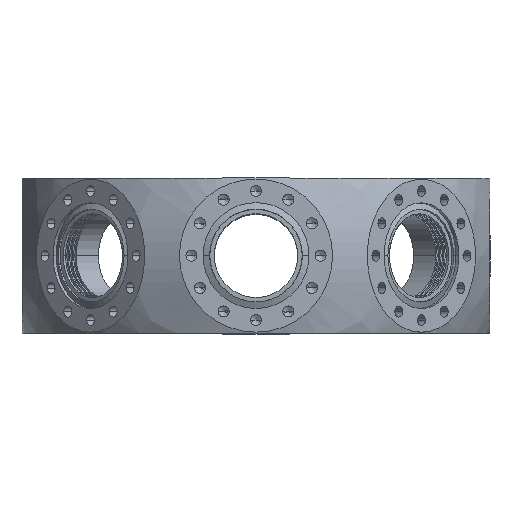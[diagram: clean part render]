
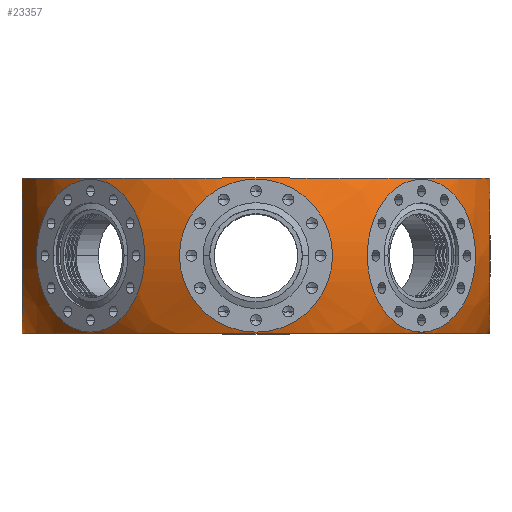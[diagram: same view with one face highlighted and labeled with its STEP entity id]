
A CAD part, top view. The second image highlights one B-rep face of the part: STEP entity #23357.
In plain terms, the highlighted spherical face has radius 112 mm.
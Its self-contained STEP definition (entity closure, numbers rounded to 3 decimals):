
#306 = CARTESIAN_POINT ( 'NONE',  ( -106.45, 0., 0. ) ) ;
#1192 = CARTESIAN_POINT ( 'NONE',  ( 0., 0., 0. ) ) ;
#1238 = DIRECTION ( 'NONE',  ( -1., 0., 0. ) ) ;
#1429 = VERTEX_POINT ( 'NONE', #26237 ) ;
#1482 = DIRECTION ( 'NONE',  ( 0., 0., -1. ) ) ;
#1638 = DIRECTION ( 'NONE',  ( 0., -1., 0. ) ) ;
#1849 = ORIENTED_EDGE ( 'NONE', *, *, #16554, .F. ) ;
#1870 = CARTESIAN_POINT ( 'NONE',  ( -106.292, -35.3, 0. ) ) ;
#1912 = VERTEX_POINT ( 'NONE', #8146 ) ;
#2116 = CIRCLE ( 'NONE', #19261, 34.819 ) ;
#2402 = CIRCLE ( 'NONE', #17002, 106.292 ) ;
#2533 = CIRCLE ( 'NONE', #14649, 34.819 ) ;
#3372 = CIRCLE ( 'NONE', #19505, 34.819 ) ;
#3736 = CARTESIAN_POINT ( 'NONE',  ( 0., 0., 0. ) ) ;
#3851 = VERTEX_POINT ( 'NONE', #10871 ) ;
#3922 = CIRCLE ( 'NONE', #30627, 112. ) ;
#4445 = EDGE_LOOP ( 'NONE', ( #29632, #11399 ) ) ;
#5155 = DIRECTION ( 'NONE',  ( 0.707, 0., 0.707 ) ) ;
#5783 = FACE_OUTER_BOUND ( 'NONE', #18942, .T. ) ;
#5870 = AXIS2_PLACEMENT_3D ( 'NONE', #11515, #11820, #30727 ) ;
#5941 = CARTESIAN_POINT ( 'NONE',  ( 0., 0., 0. ) ) ;
#6221 = EDGE_CURVE ( 'NONE', #1912, #17970, #29689, .T. ) ;
#6272 = CARTESIAN_POINT ( 'NONE',  ( 0., 0., 0. ) ) ;
#6936 = DIRECTION ( 'NONE',  ( 1., 0., 0. ) ) ;
#7276 = ORIENTED_EDGE ( 'NONE', *, *, #6221, .F. ) ;
#7500 = DIRECTION ( 'NONE',  ( -0.707, 0., 0.707 ) ) ;
#7672 = CARTESIAN_POINT ( 'NONE',  ( 106.45, 34.819, 0. ) ) ;
#7877 = ORIENTED_EDGE ( 'NONE', *, *, #13636, .F. ) ;
#8022 = DIRECTION ( 'NONE',  ( -1., 0., 0. ) ) ;
#8146 = CARTESIAN_POINT ( 'NONE',  ( -106.45, -34.819, 0. ) ) ;
#8435 = CIRCLE ( 'NONE', #13029, 34.819 ) ;
#8500 = ORIENTED_EDGE ( 'NONE', *, *, #17914, .T. ) ;
#8913 = CIRCLE ( 'NONE', #11977, 34.819 ) ;
#8964 = VERTEX_POINT ( 'NONE', #30534 ) ;
#9174 = VERTEX_POINT ( 'NONE', #23919 ) ;
#10279 = ORIENTED_EDGE ( 'NONE', *, *, #18456, .T. ) ;
#10406 = VERTEX_POINT ( 'NONE', #27580 ) ;
#10493 = DIRECTION ( 'NONE',  ( 0., 0., 1. ) ) ;
#10540 = FACE_BOUND ( 'NONE', #14671, .T. ) ;
#10637 = DIRECTION ( 'NONE',  ( 0.707, 0., 0.707 ) ) ;
#10871 = CARTESIAN_POINT ( 'NONE',  ( 99.893, 0., 50.65 ) ) ;
#10994 = DIRECTION ( 'NONE',  ( 0., 0., -1. ) ) ;
#11399 = ORIENTED_EDGE ( 'NONE', *, *, #28225, .F. ) ;
#11515 = CARTESIAN_POINT ( 'NONE',  ( 0., 0., 0. ) ) ;
#11820 = DIRECTION ( 'NONE',  ( 0., 0., 1. ) ) ;
#11863 = VERTEX_POINT ( 'NONE', #1870 ) ;
#11977 = AXIS2_PLACEMENT_3D ( 'NONE', #14077, #21460, #6936 ) ;
#12490 = EDGE_CURVE ( 'NONE', #9174, #27153, #8913, .T. ) ;
#13005 = CARTESIAN_POINT ( 'NONE',  ( -75.272, 0., 75.272 ) ) ;
#13029 = AXIS2_PLACEMENT_3D ( 'NONE', #21188, #21013, #18815 ) ;
#13280 = DIRECTION ( 'NONE',  ( 1., 0., 0. ) ) ;
#13462 = EDGE_CURVE ( 'NONE', #10406, #1429, #2402, .T. ) ;
#13468 = CARTESIAN_POINT ( 'NONE',  ( 0., -35.3, 0. ) ) ;
#13482 = CARTESIAN_POINT ( 'NONE',  ( -50.65, 0., 99.893 ) ) ;
#13636 = EDGE_CURVE ( 'NONE', #8964, #3851, #8435, .T. ) ;
#14077 = CARTESIAN_POINT ( 'NONE',  ( 0., 0., 106.45 ) ) ;
#14649 = AXIS2_PLACEMENT_3D ( 'NONE', #24404, #5155, #29117 ) ;
#14653 = CARTESIAN_POINT ( 'NONE',  ( -75.272, 0., 75.272 ) ) ;
#14671 = EDGE_LOOP ( 'NONE', ( #1849, #25921 ) ) ;
#14847 = EDGE_CURVE ( 'NONE', #18519, #30850, #30755, .T. ) ;
#14854 = ORIENTED_EDGE ( 'NONE', *, *, #28430, .F. ) ;
#15111 = AXIS2_PLACEMENT_3D ( 'NONE', #306, #19679, #29121 ) ;
#15922 = EDGE_CURVE ( 'NONE', #30104, #11863, #20678, .T. ) ;
#15939 = CIRCLE ( 'NONE', #5870, 112. ) ;
#16255 = DIRECTION ( 'NONE',  ( 1., 0., 0. ) ) ;
#16554 = EDGE_CURVE ( 'NONE', #27153, #9174, #2116, .T. ) ;
#17002 = AXIS2_PLACEMENT_3D ( 'NONE', #25279, #30320, #20704 ) ;
#17162 = DIRECTION ( 'NONE',  ( 0.707, 0., 0.707 ) ) ;
#17472 = FACE_BOUND ( 'NONE', #18479, .T. ) ;
#17818 = EDGE_CURVE ( 'NONE', #20923, #30104, #26481, .T. ) ;
#17914 = EDGE_CURVE ( 'NONE', #1912, #11863, #15939, .T. ) ;
#17953 = AXIS2_PLACEMENT_3D ( 'NONE', #6272, #29788, #8022 ) ;
#17970 = VERTEX_POINT ( 'NONE', #21752 ) ;
#18389 = DIRECTION ( 'NONE',  ( -1., 0., 0. ) ) ;
#18456 = EDGE_CURVE ( 'NONE', #1429, #17970, #22549, .T. ) ;
#18479 = EDGE_LOOP ( 'NONE', ( #27064, #7877 ) ) ;
#18506 = AXIS2_PLACEMENT_3D ( 'NONE', #1192, #10493, #20098 ) ;
#18519 = VERTEX_POINT ( 'NONE', #13482 ) ;
#18815 = DIRECTION ( 'NONE',  ( 0.707, 0., -0.707 ) ) ;
#18942 = EDGE_LOOP ( 'NONE', ( #14854, #25894, #10279, #7276, #8500, #25461, #19805, #26352 ) ) ;
#19261 = AXIS2_PLACEMENT_3D ( 'NONE', #27295, #22742, #13280 ) ;
#19505 = AXIS2_PLACEMENT_3D ( 'NONE', #14653, #7500, #17162 ) ;
#19679 = DIRECTION ( 'NONE',  ( -1., 0., 0. ) ) ;
#19805 = ORIENTED_EDGE ( 'NONE', *, *, #17818, .F. ) ;
#20098 = DIRECTION ( 'NONE',  ( 1., 0., 0. ) ) ;
#20188 = EDGE_CURVE ( 'NONE', #3851, #8964, #2533, .T. ) ;
#20678 = CIRCLE ( 'NONE', #24725, 106.292 ) ;
#20704 = DIRECTION ( 'NONE',  ( 0., 0., -1. ) ) ;
#20923 = VERTEX_POINT ( 'NONE', #27443 ) ;
#21013 = DIRECTION ( 'NONE',  ( 0.707, 0., 0.707 ) ) ;
#21035 = VERTEX_POINT ( 'NONE', #7672 ) ;
#21188 = CARTESIAN_POINT ( 'NONE',  ( 75.272, 0., 75.272 ) ) ;
#21301 = CARTESIAN_POINT ( 'NONE',  ( -99.893, 0., 50.65 ) ) ;
#21460 = DIRECTION ( 'NONE',  ( 0., 0., 1. ) ) ;
#21752 = CARTESIAN_POINT ( 'NONE',  ( -106.45, 34.819, 0. ) ) ;
#22274 = EDGE_CURVE ( 'NONE', #21035, #20923, #24303, .T. ) ;
#22493 = CARTESIAN_POINT ( 'NONE',  ( 34.819, 0., 106.45 ) ) ;
#22549 = CIRCLE ( 'NONE', #18506, 112. ) ;
#22616 = DIRECTION ( 'NONE',  ( -0.707, 0., 0.707 ) ) ;
#22676 = SPHERICAL_SURFACE ( 'NONE', #30909, 112. ) ;
#22742 = DIRECTION ( 'NONE',  ( 0., 0., 1. ) ) ;
#22828 = DIRECTION ( 'NONE',  ( 0., 0., -1. ) ) ;
#23205 = AXIS2_PLACEMENT_3D ( 'NONE', #13005, #22616, #10637 ) ;
#23357 = ADVANCED_FACE ( 'NONE', ( #5783, #10540, #17472, #24878 ), #22676, .T. ) ;
#23919 = CARTESIAN_POINT ( 'NONE',  ( -34.819, 0., 106.45 ) ) ;
#24303 = CIRCLE ( 'NONE', #28302, 34.819 ) ;
#24349 = CARTESIAN_POINT ( 'NONE',  ( 106.292, -35.3, 0. ) ) ;
#24404 = CARTESIAN_POINT ( 'NONE',  ( 75.272, 0., 75.272 ) ) ;
#24725 = AXIS2_PLACEMENT_3D ( 'NONE', #13468, #1638, #1482 ) ;
#24878 = FACE_BOUND ( 'NONE', #4445, .T. ) ;
#25279 = CARTESIAN_POINT ( 'NONE',  ( 0., 35.3, 0. ) ) ;
#25375 = CARTESIAN_POINT ( 'NONE',  ( 106.45, 0., 0. ) ) ;
#25461 = ORIENTED_EDGE ( 'NONE', *, *, #15922, .F. ) ;
#25894 = ORIENTED_EDGE ( 'NONE', *, *, #13462, .T. ) ;
#25921 = ORIENTED_EDGE ( 'NONE', *, *, #12490, .F. ) ;
#26237 = CARTESIAN_POINT ( 'NONE',  ( -106.292, 35.3, 0. ) ) ;
#26352 = ORIENTED_EDGE ( 'NONE', *, *, #22274, .F. ) ;
#26481 = CIRCLE ( 'NONE', #17953, 112. ) ;
#27064 = ORIENTED_EDGE ( 'NONE', *, *, #20188, .F. ) ;
#27153 = VERTEX_POINT ( 'NONE', #22493 ) ;
#27295 = CARTESIAN_POINT ( 'NONE',  ( 0., 0., 106.45 ) ) ;
#27443 = CARTESIAN_POINT ( 'NONE',  ( 106.45, -34.819, 0. ) ) ;
#27580 = CARTESIAN_POINT ( 'NONE',  ( 106.292, 35.3, 0. ) ) ;
#28225 = EDGE_CURVE ( 'NONE', #30850, #18519, #3372, .T. ) ;
#28302 = AXIS2_PLACEMENT_3D ( 'NONE', #25375, #16255, #30097 ) ;
#28430 = EDGE_CURVE ( 'NONE', #10406, #21035, #3922, .T. ) ;
#29117 = DIRECTION ( 'NONE',  ( 0.707, 0., -0.707 ) ) ;
#29121 = DIRECTION ( 'NONE',  ( 0., 0., 1. ) ) ;
#29632 = ORIENTED_EDGE ( 'NONE', *, *, #14847, .F. ) ;
#29689 = CIRCLE ( 'NONE', #15111, 34.819 ) ;
#29788 = DIRECTION ( 'NONE',  ( 0., 0., -1. ) ) ;
#30097 = DIRECTION ( 'NONE',  ( 0., 0., -1. ) ) ;
#30104 = VERTEX_POINT ( 'NONE', #24349 ) ;
#30320 = DIRECTION ( 'NONE',  ( 0., -1., 0. ) ) ;
#30534 = CARTESIAN_POINT ( 'NONE',  ( 50.65, 0., 99.893 ) ) ;
#30627 = AXIS2_PLACEMENT_3D ( 'NONE', #3736, #10994, #18389 ) ;
#30727 = DIRECTION ( 'NONE',  ( 1., 0., 0. ) ) ;
#30755 = CIRCLE ( 'NONE', #23205, 34.819 ) ;
#30850 = VERTEX_POINT ( 'NONE', #21301 ) ;
#30909 = AXIS2_PLACEMENT_3D ( 'NONE', #5941, #22828, #1238 ) ;
